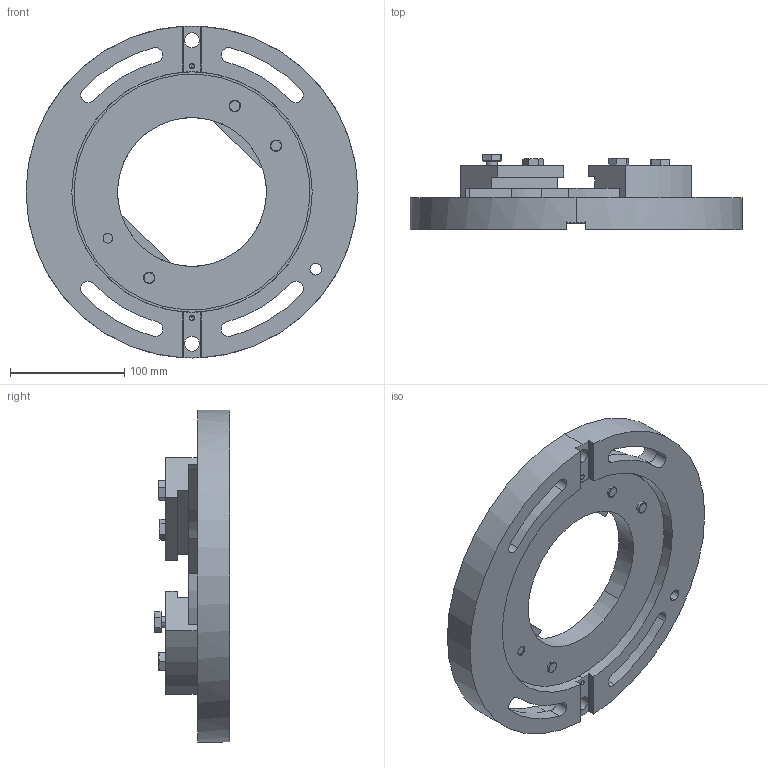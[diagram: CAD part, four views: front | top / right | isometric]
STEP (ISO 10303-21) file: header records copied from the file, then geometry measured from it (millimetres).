
FILE_DESCRIPTION (( 'STEP AP203' ), '1' );
FILE_NAME ('GT853120-09×°Åä.STEP', '2021-09-17T07:54:17', ( '' ), ( '' ), 'SwSTEP 2.0', 'SolidWorks 2012', '' );
FILE_SCHEMA (( 'CONFIG_CONTROL_DESIGN' ));
Length unit declared in the file: millimetre
Products named in the file (5): hexagon head bolts-full thread gb_GB_FASTENER_BOLT_STBAB A M10X50-N; GT853120-09蚾饜; GT853120-07; GT853120-08; GT853120-09
Assembly tree (8 placements, depth 2):
  GT853120-09蚾饜
    GT853120-09
    GT853120-08
    GT853120-07  x2
    hexagon head bolts-full thread gb_GB_FASTENER_BOLT_STBAB A M10X50-N  x4
Bounding box: 290 x 66.12 x 290 mm (x, y, z)
Volume: 1316419.4 mm3; surface area: 247928.6 mm2
Topology: 8 solids, 8 shells, 268 faces, 674 edges, 432 vertices
Faces by surface type: plane 116, cylinder 100, cone 52
Entity records: 6069 total; most frequent: CARTESIAN_POINT 1082, DIRECTION 976, ORIENTED_EDGE 884, EDGE_CURVE 442, AXIS2_PLACEMENT_3D 398, VERTEX_POINT 288, CIRCLE 214, EDGE_LOOP 214
